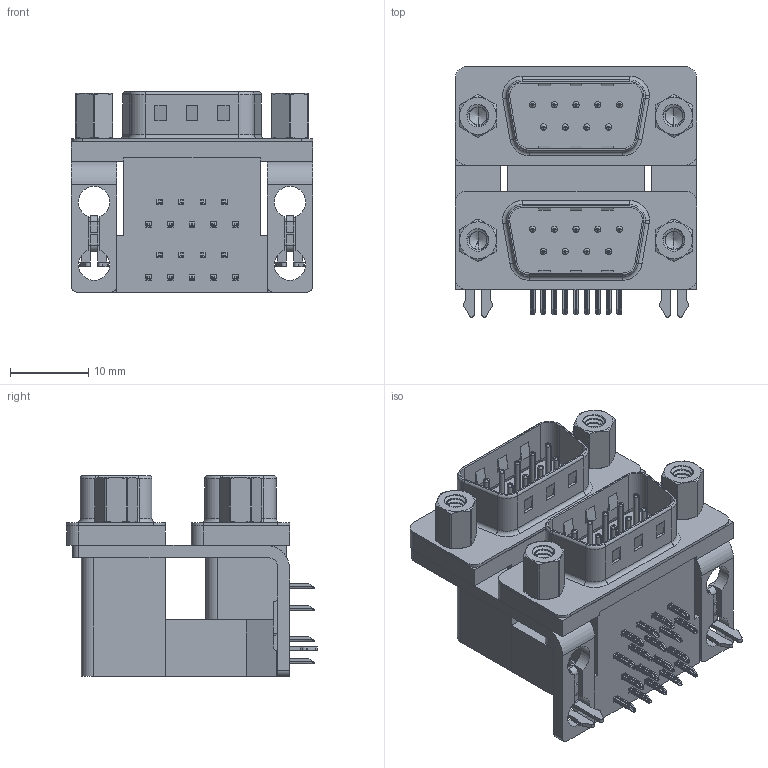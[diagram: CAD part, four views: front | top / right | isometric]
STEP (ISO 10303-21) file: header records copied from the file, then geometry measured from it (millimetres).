
FILE_DESCRIPTION (( 'STEP AP203' ), '1' );
FILE_NAME ('661-009-264-043.STEP', '2022-06-10T15:09:00', ( '' ), ( '' ), 'SwSTEP 2.0', 'SolidWorks 2020', '' );
FILE_SCHEMA (( 'CONFIG_CONTROL_DESIGN' ));
Length unit declared in the file: millimetre
Products named in the file (13): 661 Mounting Bracket_2ProngL; 661 Contact Bottom Lower; 661 Threaded Rivet_4-40; 661 2 Prong Board Lock_4; 661 Housing Upper_09 Contacts L; 661 Contact Bottom Upper_L; 661 Housing Spacer_09 Contacts L; 661 4-40 Hex Standoff 5; 661 Contact Top Lower; 661-009-264-043; 661 Housing Lower_09 Contacts; 661 Contact Top Upper_L; 661 Shell_09 Contacts
Assembly tree (35 placements, depth 2):
  661-009-264-043
    661 Housing Lower_09 Contacts
    661 Housing Spacer_09 Contacts L
    661 Housing Upper_09 Contacts L
    661 Shell_09 Contacts  x2
    661 Contact Bottom Lower  x4
    661 Contact Top Lower  x5
    661 Contact Bottom Upper_L  x4
    661 Contact Top Upper_L  x5
    661 Mounting Bracket_2ProngL  x2
    661 2 Prong Board Lock_4  x2
    661 Threaded Rivet_4-40  x4
    661 4-40 Hex Standoff 5  x4
Bounding box: 30.81 x 31.93 x 25.6 mm (x, y, z)
Volume: 10254.3 mm3; surface area: 12527 mm2
Topology: 35 solids, 35 shells, 2308 faces, 5836 edges, 3658 vertices
Faces by surface type: plane 1274, cylinder 768, torus 170, cone 60, bspline 36
Entity records: 32348 total; most frequent: CARTESIAN_POINT 9231, DIRECTION 4409, ORIENTED_EDGE 4370, EDGE_CURVE 2185, AXIS2_PLACEMENT_3D 1474, LINE 1461, VECTOR 1461, VERTEX_POINT 1397
